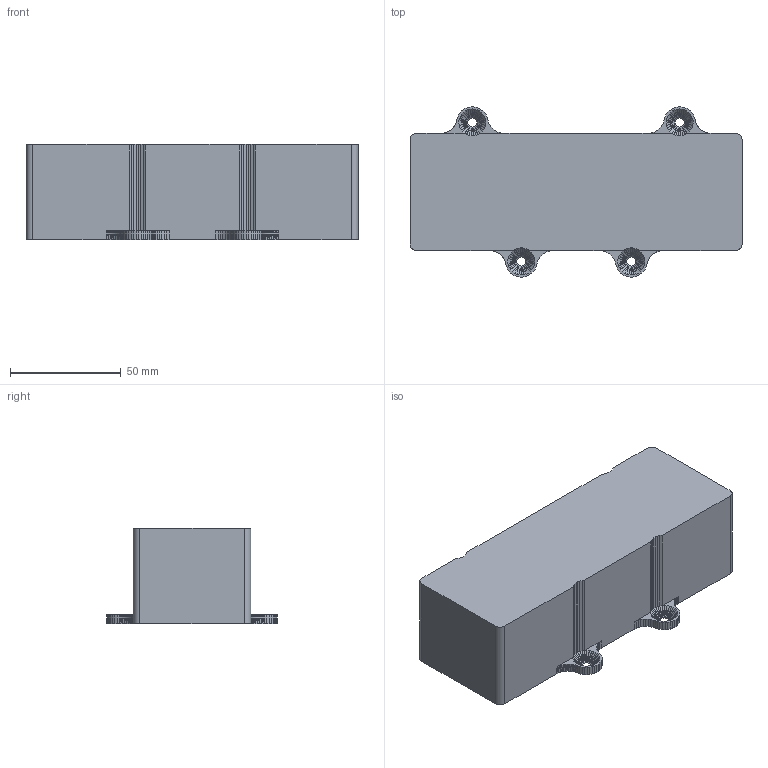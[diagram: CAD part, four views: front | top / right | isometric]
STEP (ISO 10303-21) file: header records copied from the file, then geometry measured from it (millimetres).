
FILE_DESCRIPTION(/* description */ (''),/* implementation_level */ '2;1');
FILE_NAME(/* name */ 'battery_box_mount.step',/* time_stamp */ '2021-08-28T12:40:12-04:00',/* author */ (''),/* organization */ (''),/* preprocessor_version */ 'ST-DEVELOPER v18.1',/* originating_system */ 'Autodesk Translation Framework v10.10.0.1391',/* authorisation */ '');
FILE_SCHEMA (('AUTOMOTIVE_DESIGN { 1 0 10303 214 3 1 1 }'));
Length unit declared in the file: millimetre
Products named in the file (1): Untitled
Bounding box: 150 x 76.95 x 43 mm (x, y, z)
Volume: 138308.4 mm3; surface area: 55347.9 mm2
Topology: 1 solids, 1 shells, 522 faces, 1223 edges, 702 vertices
Faces by surface type: plane 511, cylinder 11
Full cylindrical faces by diameter (mm): 6 x2
Entity records: 14228 total; most frequent: CARTESIAN_POINT 2454, ORIENTED_EDGE 2446, DIRECTION 2289, EDGE_CURVE 1223, LINE 1199, VECTOR 1199, VERTEX_POINT 702, AXIS2_PLACEMENT_3D 545
